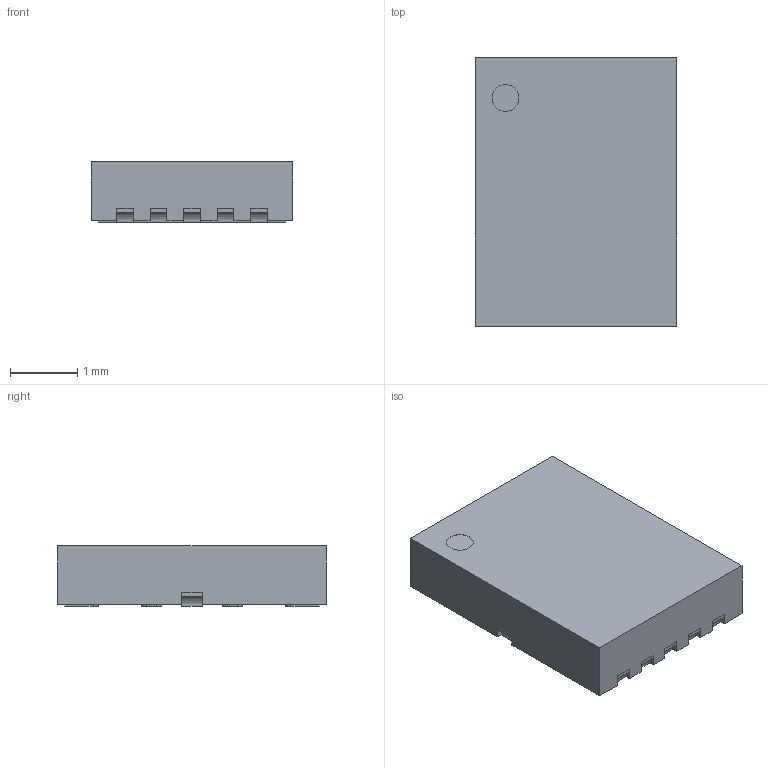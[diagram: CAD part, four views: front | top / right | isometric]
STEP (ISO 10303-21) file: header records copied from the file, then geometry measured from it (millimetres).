
FILE_DESCRIPTION (( 'STEP AP214' ), '1' );
FILE_NAME ('MPQ3431A-AEC1 (QFN-13, 3x4).STEP', '2022-03-03T23:41:34', ( '' ), ( '' ), 'SwSTEP 2.0', 'SolidWorks 2021', '' );
FILE_SCHEMA (( 'AUTOMOTIVE_DESIGN' ));
Length unit declared in the file: millimetre
Products named in the file (1): MPQ3431A-AEC1 (QFN-13, 3x4)
Bounding box: 3 x 4 x 0.9 mm (x, y, z)
Volume: 10.5 mm3; surface area: 52.4 mm2
Topology: 14 solids, 14 shells, 204 faces, 525 edges, 350 vertices
Faces by surface type: plane 137, cylinder 67
Entity records: 6365 total; most frequent: CARTESIAN_POINT 1080, DIRECTION 1069, ORIENTED_EDGE 1050, EDGE_CURVE 525, VECTOR 391, LINE 391, VERTEX_POINT 350, AXIS2_PLACEMENT_3D 339
